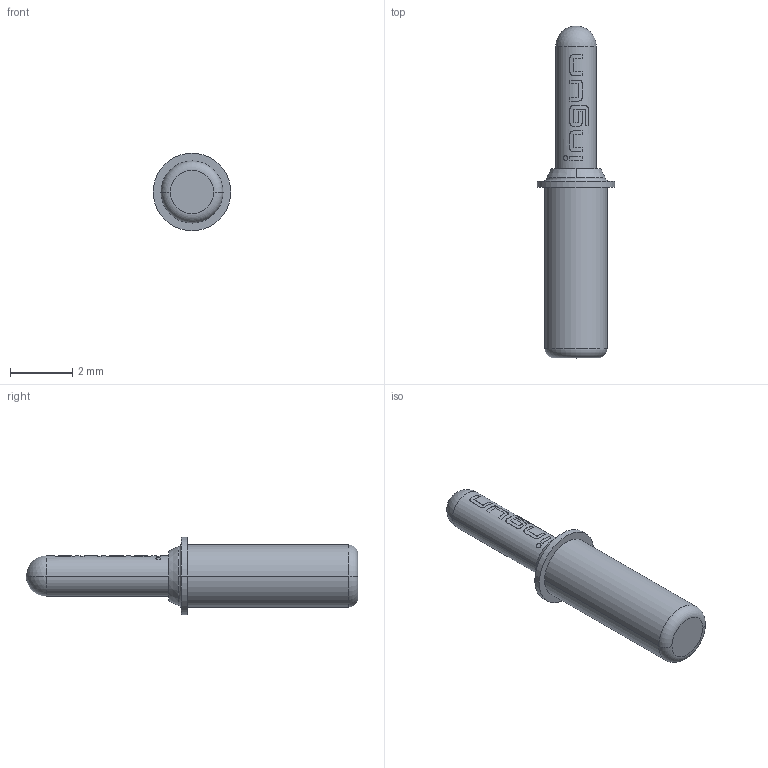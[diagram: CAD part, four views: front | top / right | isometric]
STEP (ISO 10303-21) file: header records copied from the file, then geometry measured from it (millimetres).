
FILE_DESCRIPTION (( 'STEP AP203' ), '1' );
FILE_NAME ('INGUN_GKS-970_305_130_A_xx01.STEP', '2021-09-13T13:34:49', ( 'ochi' ), ( '' ), 'SwSTEP 2.0', 'SolidWorks 2018', '' );
FILE_SCHEMA (( 'CONFIG_CONTROL_DESIGN' ));
Length unit declared in the file: millimetre
Products named in the file (1): INGUN_GKS-970_305_130_A_xx01
Bounding box: 2.5 x 10.7 x 2.5 mm (x, y, z)
Volume: 25 mm3; surface area: 64 mm2
Topology: 1 solids, 1 shells, 86 faces, 226 edges, 149 vertices
Faces by surface type: bspline 57, cylinder 12, plane 9, torus 4, sphere 2, cone 2
Entity records: 3715 total; most frequent: CARTESIAN_POINT 2047, ORIENTED_EDGE 444, EDGE_CURVE 222, B_SPLINE_CURVE_WITH_KNOTS 186, VERTEX_POINT 147, DIRECTION 124, EDGE_LOOP 95, FACE_OUTER_BOUND 86
